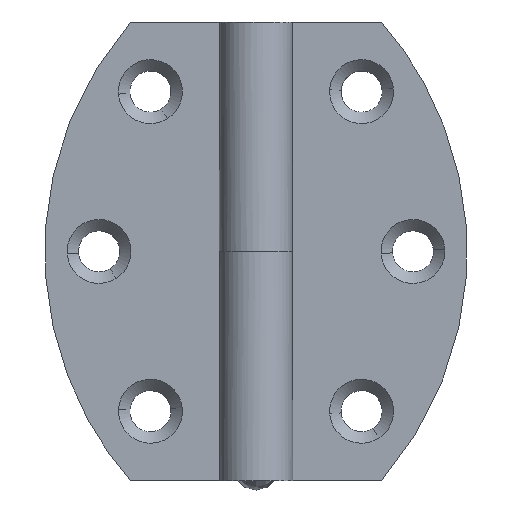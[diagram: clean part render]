
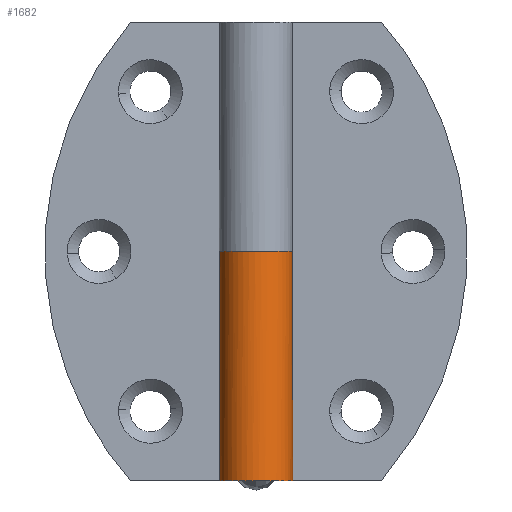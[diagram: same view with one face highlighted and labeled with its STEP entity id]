
A CAD part, front view. The second image highlights one B-rep face of the part: STEP entity #1682.
In plain terms, the highlighted free-form (B-spline) face has degree [1, 2] with [2, 7] control points.
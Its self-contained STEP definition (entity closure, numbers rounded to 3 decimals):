
#1414=CARTESIAN_POINT('',(0.0,3.2,20.1));
#1415=VERTEX_POINT('',#1414);
#1416=CARTESIAN_POINT('',(2.537,1.95,20.1));
#1417=VERTEX_POINT('',#1416);
#1418=CARTESIAN_POINT('',(0.0,3.2,20.1));
#1419=CARTESIAN_POINT('',(-2.54,3.2,20.1));
#1420=CARTESIAN_POINT('',(-3.117,0.726,20.1));
#1421=CARTESIAN_POINT('',(-3.693,-1.748,20.1));
#1422=CARTESIAN_POINT('',(-1.414,-2.871,20.1));
#1423=CARTESIAN_POINT('',(0.864,-3.993,20.1));
#1424=CARTESIAN_POINT('',(2.475,-2.029,20.1));
#1425=CARTESIAN_POINT('',(4.085,-0.064,20.1));
#1426=CARTESIAN_POINT('',(2.537,1.95,20.1));
#1434=(BOUNDED_CURVE()B_SPLINE_CURVE(2,(#1418,#1419,#1420,#1421,#1422,#1423,#1424,#1425,#1426),.UNSPECIFIED.,.F.,.U.)B_SPLINE_CURVE_WITH_KNOTS((3,2,2,2,3),(0.0,0.25,0.5,0.75,1.0),.UNSPECIFIED.)CURVE()GEOMETRIC_REPRESENTATION_ITEM()RATIONAL_B_SPLINE_CURVE((1.0,0.783,1.0,0.783,1.0,0.783,1.0,0.783,1.0))REPRESENTATION_ITEM(''));
#1435=EDGE_CURVE('',#1415,#1417,#1434,.T.);
#1574=CARTESIAN_POINT('',(2.537,1.95,0.0));
#1575=VERTEX_POINT('',#1574);
#1581=CARTESIAN_POINT('',(0.0,3.2,0.0));
#1582=VERTEX_POINT('',#1581);
#1583=CARTESIAN_POINT('',(2.537,1.95,0.0));
#1584=CARTESIAN_POINT('',(4.085,-0.064,0.0));
#1585=CARTESIAN_POINT('',(2.475,-2.029,0.0));
#1586=CARTESIAN_POINT('',(0.864,-3.993,0.0));
#1587=CARTESIAN_POINT('',(-1.414,-2.871,0.0));
#1588=CARTESIAN_POINT('',(-3.693,-1.748,0.0));
#1589=CARTESIAN_POINT('',(-3.117,0.726,0.0));
#1590=CARTESIAN_POINT('',(-2.54,3.2,0.0));
#1591=CARTESIAN_POINT('',(0.0,3.2,0.0));
#1599=(BOUNDED_CURVE()B_SPLINE_CURVE(2,(#1583,#1584,#1585,#1586,#1587,#1588,#1589,#1590,#1591),.UNSPECIFIED.,.F.,.U.)B_SPLINE_CURVE_WITH_KNOTS((3,2,2,2,3),(0.0,0.25,0.5,0.75,1.0),.UNSPECIFIED.)CURVE()GEOMETRIC_REPRESENTATION_ITEM()RATIONAL_B_SPLINE_CURVE((1.0,0.783,1.0,0.783,1.0,0.783,1.0,0.783,1.0))REPRESENTATION_ITEM(''));
#1600=EDGE_CURVE('',#1575,#1582,#1599,.T.);
#1641=CARTESIAN_POINT('',(2.537,1.95,0.0));
#1642=CARTESIAN_POINT('',(2.537,1.95,20.1));
#1643=QUASI_UNIFORM_CURVE('',1,(#1641,#1642),.UNSPECIFIED.,.F.,.U.);
#1644=EDGE_CURVE('',#1575,#1417,#1643,.T.);
#1650=CARTESIAN_POINT('',(2.469,2.035,-0.502));
#1651=CARTESIAN_POINT('',(2.469,2.035,20.615));
#1652=CARTESIAN_POINT('',(5.106,-1.163,-0.502));
#1653=CARTESIAN_POINT('',(5.106,-1.163,20.615));
#1654=CARTESIAN_POINT('',(1.344,-2.904,-0.502));
#1655=CARTESIAN_POINT('',(1.344,-2.904,20.615));
#1656=CARTESIAN_POINT('',(-2.418,-4.645,-0.502));
#1657=CARTESIAN_POINT('',(-2.418,-4.645,20.615));
#1658=CARTESIAN_POINT('',(-3.15,-0.565,-0.502));
#1659=CARTESIAN_POINT('',(-3.15,-0.565,20.615));
#1660=CARTESIAN_POINT('',(-3.881,3.515,-0.502));
#1661=CARTESIAN_POINT('',(-3.881,3.515,20.615));
#1662=CARTESIAN_POINT('',(0.251,3.19,-0.502));
#1663=CARTESIAN_POINT('',(0.251,3.19,20.615));
#1671=(BOUNDED_SURFACE()B_SPLINE_SURFACE(1,2,((#1650,#1652,#1654,#1656,#1658,#1660,#1662),(#1651,#1653,#1655,#1657,#1659,#1661,#1663)),.UNSPECIFIED.,.F.,.F.,.U.)B_SPLINE_SURFACE_WITH_KNOTS((2,2),(3,2,2,3),(0.0,21.118),(0.0,6.289,12.578,18.867),.UNSPECIFIED.)GEOMETRIC_REPRESENTATION_ITEM()RATIONAL_B_SPLINE_SURFACE(((1.0,0.611,1.0,0.611,1.0,0.611,1.0),(1.0,0.611,1.0,0.611,1.0,0.611,1.0)))REPRESENTATION_ITEM('')SURFACE());
#1672=ORIENTED_EDGE('',*,*,#1435,.F.);
#1673=CARTESIAN_POINT('',(0.0,3.2,0.0));
#1674=CARTESIAN_POINT('',(0.0,3.2,20.1));
#1675=QUASI_UNIFORM_CURVE('',1,(#1673,#1674),.UNSPECIFIED.,.F.,.U.);
#1676=EDGE_CURVE('',#1582,#1415,#1675,.T.);
#1677=ORIENTED_EDGE('',*,*,#1676,.F.);
#1678=ORIENTED_EDGE('',*,*,#1600,.F.);
#1679=ORIENTED_EDGE('',*,*,#1644,.T.);
#1680=EDGE_LOOP('',(#1672,#1677,#1678,#1679));
#1681=FACE_OUTER_BOUND('',#1680,.T.);
#1682=ADVANCED_FACE('',(#1681),#1671,.T.);
